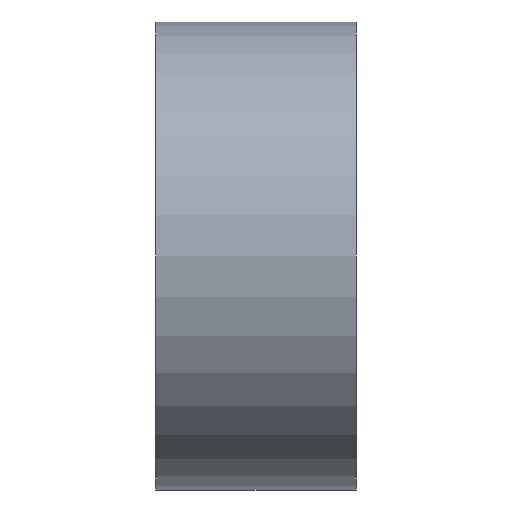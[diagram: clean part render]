
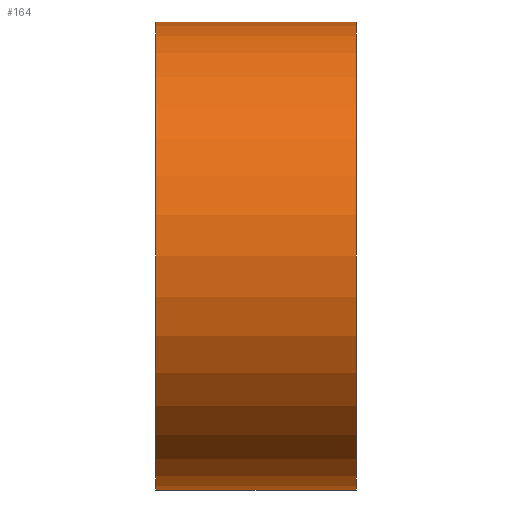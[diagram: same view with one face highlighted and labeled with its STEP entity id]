
A CAD part, front view. The second image highlights one B-rep face of the part: STEP entity #164.
In plain terms, the highlighted cylindrical face has radius 3.5 mm (diameter 7 mm), a full revolution.
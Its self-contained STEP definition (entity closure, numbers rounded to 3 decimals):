
#20=LINE('',#310,#26);
#26=VECTOR('',#267,3.5);
#32=CYLINDRICAL_SURFACE('',#211,3.5);
#50=FACE_OUTER_BOUND('',#68,.T.);
#68=EDGE_LOOP('',(#143,#144,#145,#146));
#69=CIRCLE('',#189,3.5);
#75=CIRCLE('',#200,3.5);
#81=VERTEX_POINT('',#270);
#87=VERTEX_POINT('',#289);
#93=EDGE_CURVE('',#81,#81,#69,.T.);
#101=EDGE_CURVE('',#87,#87,#75,.T.);
#110=EDGE_CURVE('',#87,#81,#20,.T.);
#143=ORIENTED_EDGE('',*,*,#101,.F.);
#144=ORIENTED_EDGE('',*,*,#110,.T.);
#145=ORIENTED_EDGE('',*,*,#93,.T.);
#146=ORIENTED_EDGE('',*,*,#110,.F.);
#164=ADVANCED_FACE('',(#50),#32,.T.);
#189=AXIS2_PLACEMENT_3D('',#271,#216,#217);
#200=AXIS2_PLACEMENT_3D('',#290,#240,#241);
#211=AXIS2_PLACEMENT_3D('',#309,#265,#266);
#216=DIRECTION('center_axis',(1.,0.,0.));
#217=DIRECTION('ref_axis',(0.,0.,-1.));
#240=DIRECTION('center_axis',(1.,0.,0.));
#241=DIRECTION('ref_axis',(0.,0.,-1.));
#265=DIRECTION('center_axis',(1.,0.,0.));
#266=DIRECTION('ref_axis',(0.,1.,0.));
#267=DIRECTION('',(-1.,0.,0.));
#270=CARTESIAN_POINT('',(-1.5,-3.5,0.));
#271=CARTESIAN_POINT('Origin',(-1.5,0.,0.));
#289=CARTESIAN_POINT('',(1.5,-3.5,0.));
#290=CARTESIAN_POINT('Origin',(1.5,0.,0.));
#309=CARTESIAN_POINT('Origin',(0.75,0.,0.));
#310=CARTESIAN_POINT('',(0.75,-3.5,0.));
